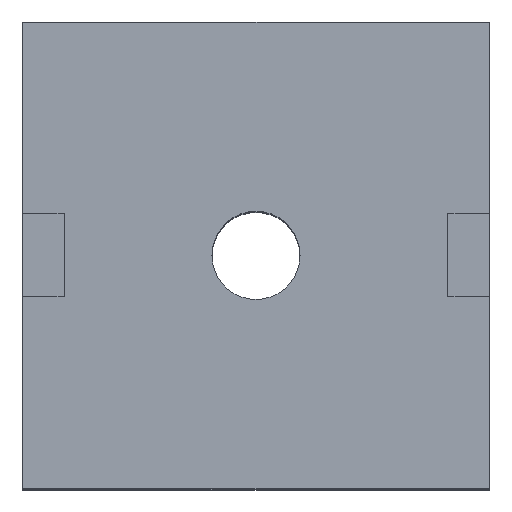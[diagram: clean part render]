
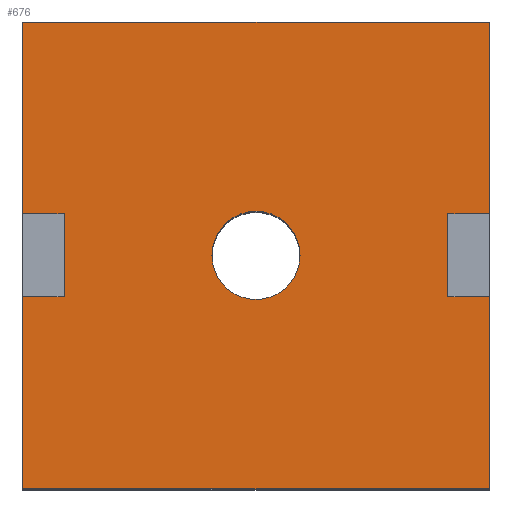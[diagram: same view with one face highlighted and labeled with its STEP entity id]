
A CAD part, top view. The second image highlights one B-rep face of the part: STEP entity #676.
In plain terms, the highlighted face is planar.
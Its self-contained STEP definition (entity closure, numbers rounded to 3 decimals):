
#45=FACE_BOUND('',#131,.T.);
#68=CIRCLE('',#722,4.25);
#95=FACE_OUTER_BOUND('',#130,.T.);
#130=EDGE_LOOP('',(#498,#499,#500,#501,#502,#503,#504,#505,#506,#507,#508,
#509));
#131=EDGE_LOOP('',(#510));
#182=LINE('',#986,#250);
#186=LINE('',#993,#254);
#189=LINE('',#999,#257);
#193=LINE('',#1009,#261);
#197=LINE('',#1016,#265);
#200=LINE('',#1022,#268);
#202=LINE('',#1027,#270);
#203=LINE('',#1029,#271);
#204=LINE('',#1030,#272);
#205=LINE('',#1032,#273);
#206=LINE('',#1034,#274);
#207=LINE('',#1035,#275);
#250=VECTOR('',#784,4.);
#254=VECTOR('',#790,8.);
#257=VECTOR('',#795,4.);
#261=VECTOR('',#803,4.);
#265=VECTOR('',#809,8.);
#268=VECTOR('',#814,4.);
#270=VECTOR('',#820,18.5);
#271=VECTOR('',#821,45.);
#272=VECTOR('',#822,18.5);
#273=VECTOR('',#823,18.5);
#274=VECTOR('',#824,45.);
#275=VECTOR('',#825,18.5);
#318=VERTEX_POINT('',#983);
#319=VERTEX_POINT('',#985);
#321=VERTEX_POINT('',#991);
#323=VERTEX_POINT('',#997);
#326=VERTEX_POINT('',#1006);
#327=VERTEX_POINT('',#1008);
#329=VERTEX_POINT('',#1014);
#331=VERTEX_POINT('',#1020);
#332=VERTEX_POINT('',#1026);
#333=VERTEX_POINT('',#1028);
#334=VERTEX_POINT('',#1031);
#335=VERTEX_POINT('',#1033);
#336=VERTEX_POINT('',#1036);
#381=EDGE_CURVE('',#319,#318,#182,.T.);
#385=EDGE_CURVE('',#318,#321,#186,.T.);
#388=EDGE_CURVE('',#321,#323,#189,.T.);
#392=EDGE_CURVE('',#327,#326,#193,.T.);
#396=EDGE_CURVE('',#326,#329,#197,.T.);
#399=EDGE_CURVE('',#329,#331,#200,.T.);
#401=EDGE_CURVE('',#332,#323,#202,.T.);
#402=EDGE_CURVE('',#333,#332,#203,.T.);
#403=EDGE_CURVE('',#327,#333,#204,.T.);
#404=EDGE_CURVE('',#334,#331,#205,.T.);
#405=EDGE_CURVE('',#335,#334,#206,.T.);
#406=EDGE_CURVE('',#319,#335,#207,.T.);
#407=EDGE_CURVE('',#336,#336,#68,.T.);
#498=ORIENTED_EDGE('',*,*,#381,.T.);
#499=ORIENTED_EDGE('',*,*,#385,.T.);
#500=ORIENTED_EDGE('',*,*,#388,.T.);
#501=ORIENTED_EDGE('',*,*,#401,.F.);
#502=ORIENTED_EDGE('',*,*,#402,.F.);
#503=ORIENTED_EDGE('',*,*,#403,.F.);
#504=ORIENTED_EDGE('',*,*,#392,.T.);
#505=ORIENTED_EDGE('',*,*,#396,.T.);
#506=ORIENTED_EDGE('',*,*,#399,.T.);
#507=ORIENTED_EDGE('',*,*,#404,.F.);
#508=ORIENTED_EDGE('',*,*,#405,.F.);
#509=ORIENTED_EDGE('',*,*,#406,.F.);
#510=ORIENTED_EDGE('',*,*,#407,.T.);
#648=PLANE('',#721);
#676=ADVANCED_FACE('',(#95,#45),#648,.F.);
#721=AXIS2_PLACEMENT_3D('',#1025,#818,#819);
#722=AXIS2_PLACEMENT_3D('',#1037,#826,#827);
#784=DIRECTION('',(1.,0.,0.));
#790=DIRECTION('',(0.,1.,0.));
#795=DIRECTION('',(-1.,0.,0.));
#803=DIRECTION('',(-1.,0.,0.));
#809=DIRECTION('',(0.,-1.,0.));
#814=DIRECTION('',(1.,0.,0.));
#818=DIRECTION('center_axis',(0.,0.,1.));
#819=DIRECTION('ref_axis',(1.,0.,0.));
#820=DIRECTION('',(0.,-1.,0.));
#821=DIRECTION('',(-1.,0.,0.));
#822=DIRECTION('',(0.,1.,0.));
#823=DIRECTION('',(0.,1.,0.));
#824=DIRECTION('',(1.,0.,0.));
#825=DIRECTION('',(0.,-1.,0.));
#826=DIRECTION('center_axis',(0.,0.,1.));
#827=DIRECTION('ref_axis',(1.,0.,0.));
#983=CARTESIAN_POINT('',(-18.5,-4.,0.));
#985=CARTESIAN_POINT('',(-22.5,-4.,0.));
#986=CARTESIAN_POINT('',(-11.25,-4.,0.));
#991=CARTESIAN_POINT('',(-18.5,4.,0.));
#993=CARTESIAN_POINT('',(-18.5,-2.,0.));
#997=CARTESIAN_POINT('',(-22.5,4.,0.));
#999=CARTESIAN_POINT('',(-9.25,4.,0.));
#1006=CARTESIAN_POINT('',(18.5,4.,0.));
#1008=CARTESIAN_POINT('',(22.5,4.,0.));
#1009=CARTESIAN_POINT('',(11.25,4.,0.));
#1014=CARTESIAN_POINT('',(18.5,-4.,0.));
#1016=CARTESIAN_POINT('',(18.5,2.,0.));
#1020=CARTESIAN_POINT('',(22.5,-4.,0.));
#1022=CARTESIAN_POINT('',(9.25,-4.,0.));
#1025=CARTESIAN_POINT('Origin',(0.,0.,
0.));
#1026=CARTESIAN_POINT('',(-22.5,22.5,0.));
#1027=CARTESIAN_POINT('',(-22.5,22.5,0.));
#1028=CARTESIAN_POINT('',(22.5,22.5,0.));
#1029=CARTESIAN_POINT('',(22.5,22.5,0.));
#1030=CARTESIAN_POINT('',(22.5,-22.5,0.));
#1031=CARTESIAN_POINT('',(22.5,-22.5,0.));
#1032=CARTESIAN_POINT('',(22.5,-22.5,0.));
#1033=CARTESIAN_POINT('',(-22.5,-22.5,0.));
#1034=CARTESIAN_POINT('',(-22.5,-22.5,0.));
#1035=CARTESIAN_POINT('',(-22.5,22.5,0.));
#1036=CARTESIAN_POINT('',(4.25,0.,0.));
#1037=CARTESIAN_POINT('Origin',(0.,0.,
0.));
